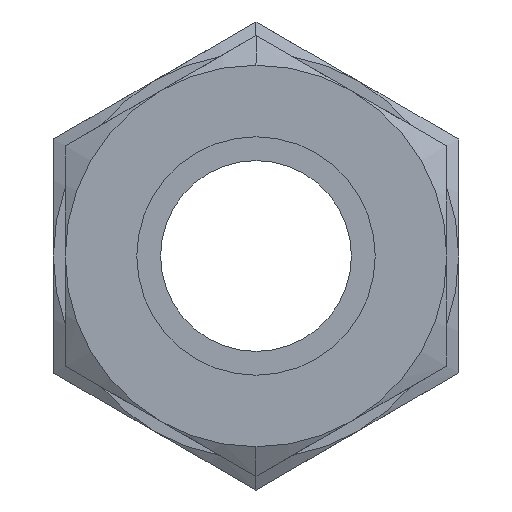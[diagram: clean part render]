
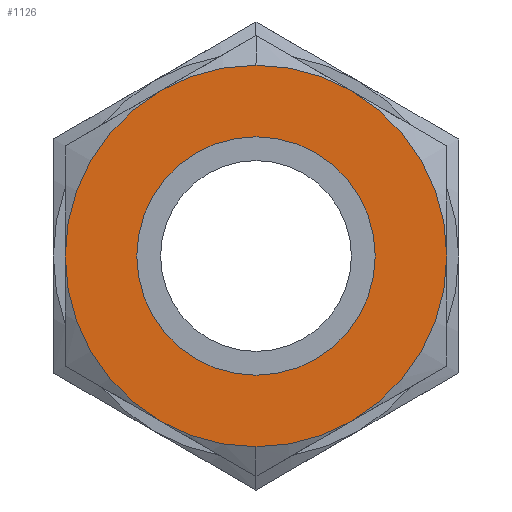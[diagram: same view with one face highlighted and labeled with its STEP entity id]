
A CAD part, left-side view. The second image highlights one B-rep face of the part: STEP entity #1126.
In plain terms, the highlighted planar face has unit normal (-1, 0, 0).
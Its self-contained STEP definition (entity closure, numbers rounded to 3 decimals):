
#446 = CIRCLE ( 'NONE', #8255, 7.935 ) ;
#467 = EDGE_CURVE ( 'NONE', #7461, #7633, #6324, .T. ) ;
#624 = FACE_BOUND ( 'NONE', #6695, .T. ) ;
#732 = DIRECTION ( 'NONE',  ( 1., 0., 0. ) ) ;
#1080 = CARTESIAN_POINT ( 'NONE',  ( 0., 0., -7.935 ) ) ;
#1126 = ADVANCED_FACE ( 'NONE', ( #624, #2149 ), #2771, .T. ) ;
#1378 = VERTEX_POINT ( 'NONE', #3696 ) ;
#1668 = CARTESIAN_POINT ( 'NONE',  ( 0., 0., 12.7 ) ) ;
#1862 = CARTESIAN_POINT ( 'NONE',  ( 0., 0., 0. ) ) ;
#2149 = FACE_OUTER_BOUND ( 'NONE', #8680, .T. ) ;
#2344 = EDGE_CURVE ( 'NONE', #8018, #1378, #446, .T. ) ;
#2595 = CARTESIAN_POINT ( 'NONE',  ( 0., 0., 0. ) ) ;
#2771 = PLANE ( 'NONE',  #3293 ) ;
#2818 = CIRCLE ( 'NONE', #7869, 7.935 ) ;
#3259 = DIRECTION ( 'NONE',  ( 0., 0., -1. ) ) ;
#3293 = AXIS2_PLACEMENT_3D ( 'NONE', #5073, #5027, #6500 ) ;
#3636 = EDGE_CURVE ( 'NONE', #7633, #7461, #5303, .T. ) ;
#3696 = CARTESIAN_POINT ( 'NONE',  ( 0., 0., 7.935 ) ) ;
#3838 = ORIENTED_EDGE ( 'NONE', *, *, #2344, .T. ) ;
#3946 = ORIENTED_EDGE ( 'NONE', *, *, #6186, .T. ) ;
#4071 = DIRECTION ( 'NONE',  ( 0., 0., -1. ) ) ;
#4267 = DIRECTION ( 'NONE',  ( 0., 0., 1. ) ) ;
#4413 = CARTESIAN_POINT ( 'NONE',  ( 0., 0., 0. ) ) ;
#4516 = AXIS2_PLACEMENT_3D ( 'NONE', #1862, #4778, #4071 ) ;
#4747 = DIRECTION ( 'NONE',  ( 0., 0., 1. ) ) ;
#4778 = DIRECTION ( 'NONE',  ( 1., 0., 0. ) ) ;
#5027 = DIRECTION ( 'NONE',  ( -1., 0., 0. ) ) ;
#5073 = CARTESIAN_POINT ( 'NONE',  ( 0., 0., 6.35 ) ) ;
#5167 = ORIENTED_EDGE ( 'NONE', *, *, #467, .F. ) ;
#5303 = CIRCLE ( 'NONE', #6359, 12.7 ) ;
#5523 = CARTESIAN_POINT ( 'NONE',  ( 0., 0., -12.7 ) ) ;
#6186 = EDGE_CURVE ( 'NONE', #1378, #8018, #2818, .T. ) ;
#6308 = CARTESIAN_POINT ( 'NONE',  ( 0., 0., 0. ) ) ;
#6324 = CIRCLE ( 'NONE', #4516, 12.7 ) ;
#6359 = AXIS2_PLACEMENT_3D ( 'NONE', #6308, #9279, #4747 ) ;
#6500 = DIRECTION ( 'NONE',  ( 0., 0., 1. ) ) ;
#6695 = EDGE_LOOP ( 'NONE', ( #3838, #3946 ) ) ;
#7461 = VERTEX_POINT ( 'NONE', #5523 ) ;
#7633 = VERTEX_POINT ( 'NONE', #1668 ) ;
#7758 = DIRECTION ( 'NONE',  ( 1., 0., 0. ) ) ;
#7869 = AXIS2_PLACEMENT_3D ( 'NONE', #4413, #732, #4267 ) ;
#8018 = VERTEX_POINT ( 'NONE', #1080 ) ;
#8239 = ORIENTED_EDGE ( 'NONE', *, *, #3636, .F. ) ;
#8255 = AXIS2_PLACEMENT_3D ( 'NONE', #2595, #7758, #3259 ) ;
#8680 = EDGE_LOOP ( 'NONE', ( #8239, #5167 ) ) ;
#9279 = DIRECTION ( 'NONE',  ( 1., 0., 0. ) ) ;
